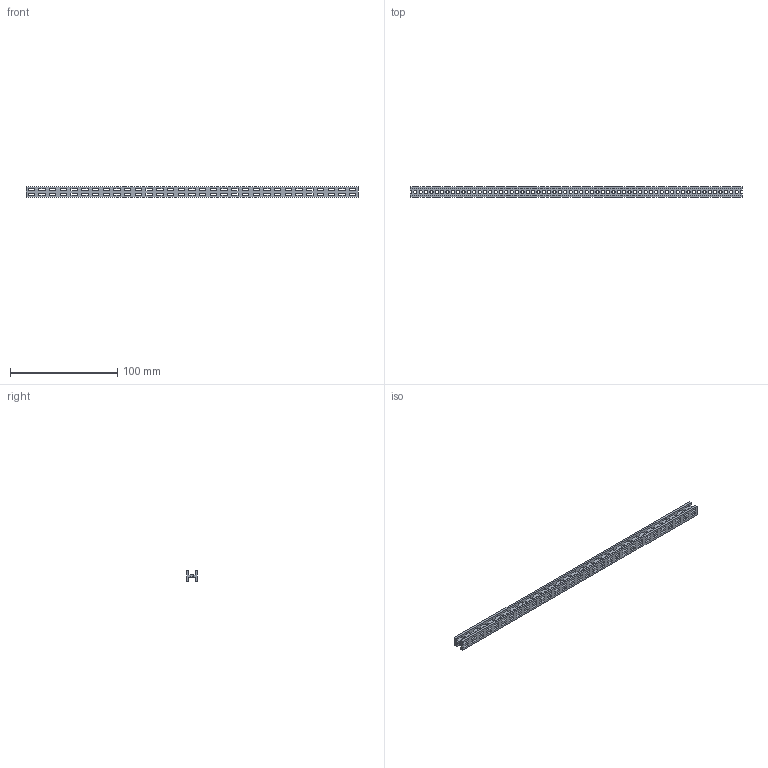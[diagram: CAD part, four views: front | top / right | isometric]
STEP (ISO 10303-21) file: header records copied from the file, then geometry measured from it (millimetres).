
FILE_DESCRIPTION (( 'STEP AP203' ), '1' );
FILE_NAME ('Beam 310.STEP', '2017-02-03T08:55:46', ( '' ), ( '' ), 'SwSTEP 2.0', 'SolidWorks 2015', '' );
FILE_SCHEMA (( 'CONFIG_CONTROL_DESIGN' ));
Length unit declared in the file: millimetre
Products named in the file (1): Beam 310
Bounding box: 310 x 10 x 10 mm (x, y, z)
Volume: 12267.5 mm3; surface area: 18736.2 mm2
Topology: 1 solids, 1 shells, 513 faces, 1905 edges, 1270 vertices
Faces by surface type: plane 388, cylinder 125
Entity records: 20806 total; most frequent: ORIENTED_EDGE 3810, CARTESIAN_POINT 3689, DIRECTION 3183, EDGE_CURVE 1905, LINE 1655, VECTOR 1655, VERTEX_POINT 1270, AXIS2_PLACEMENT_3D 764
